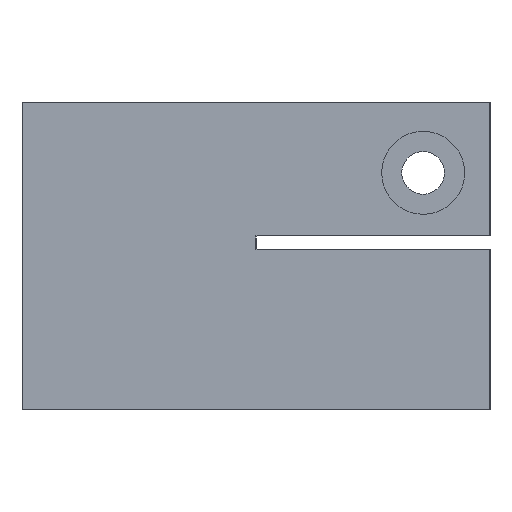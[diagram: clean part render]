
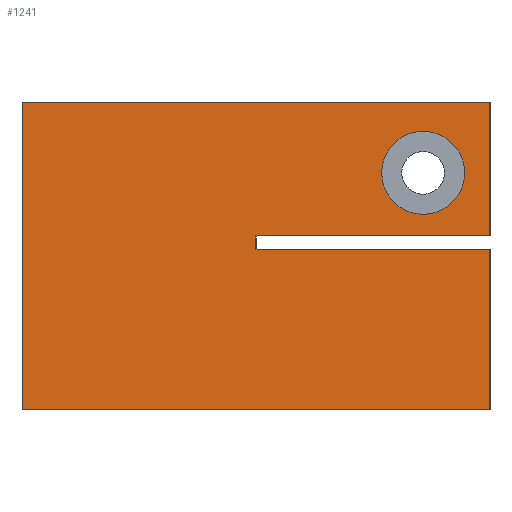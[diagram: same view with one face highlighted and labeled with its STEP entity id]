
A CAD part, left-side view. The second image highlights one B-rep face of the part: STEP entity #1241.
In plain terms, the highlighted planar face has unit normal (-1, 0, 0).
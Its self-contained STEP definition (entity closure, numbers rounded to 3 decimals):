
#34=FACE_BOUND('',#229,.T.);
#86=PLANE('',#1356);
#147=FACE_OUTER_BOUND('',#228,.T.);
#228=EDGE_LOOP('',(#1130,#1131,#1132,#1133,#1134,#1135,#1136,#1137));
#229=EDGE_LOOP('',(#1138));
#272=CIRCLE('',#1317,3.1);
#372=LINE('',#1956,#502);
#377=LINE('',#1966,#507);
#379=LINE('',#1969,#509);
#384=LINE('',#1982,#514);
#405=LINE('',#2025,#535);
#407=LINE('',#2028,#537);
#409=LINE('',#2033,#539);
#410=LINE('',#2034,#540);
#502=VECTOR('',#1608,10.);
#507=VECTOR('',#1615,10.);
#509=VECTOR('',#1619,10.);
#514=VECTOR('',#1632,10.);
#535=VECTOR('',#1675,10.);
#537=VECTOR('',#1679,10.);
#539=VECTOR('',#1685,10.);
#540=VECTOR('',#1686,10.);
#614=VERTEX_POINT('',#1893);
#632=VERTEX_POINT('',#1953);
#633=VERTEX_POINT('',#1955);
#636=VERTEX_POINT('',#1963);
#637=VERTEX_POINT('',#1965);
#641=VERTEX_POINT('',#1981);
#651=VERTEX_POINT('',#2022);
#652=VERTEX_POINT('',#2024);
#653=VERTEX_POINT('',#2032);
#750=EDGE_CURVE('',#614,#614,#272,.T.);
#781=EDGE_CURVE('',#633,#632,#372,.T.);
#786=EDGE_CURVE('',#637,#636,#377,.T.);
#788=EDGE_CURVE('',#632,#637,#379,.T.);
#794=EDGE_CURVE('',#633,#641,#384,.T.);
#816=EDGE_CURVE('',#651,#652,#405,.T.);
#818=EDGE_CURVE('',#652,#636,#407,.T.);
#820=EDGE_CURVE('',#651,#653,#409,.T.);
#821=EDGE_CURVE('',#641,#653,#410,.T.);
#1130=ORIENTED_EDGE('',*,*,#786,.T.);
#1131=ORIENTED_EDGE('',*,*,#818,.F.);
#1132=ORIENTED_EDGE('',*,*,#816,.F.);
#1133=ORIENTED_EDGE('',*,*,#820,.T.);
#1134=ORIENTED_EDGE('',*,*,#821,.F.);
#1135=ORIENTED_EDGE('',*,*,#794,.F.);
#1136=ORIENTED_EDGE('',*,*,#781,.T.);
#1137=ORIENTED_EDGE('',*,*,#788,.T.);
#1138=ORIENTED_EDGE('',*,*,#750,.T.);
#1241=ADVANCED_FACE('',(#147,#34),#86,.F.);
#1317=AXIS2_PLACEMENT_3D('',#1894,#1545,#1546);
#1356=AXIS2_PLACEMENT_3D('',#2031,#1683,#1684);
#1545=DIRECTION('center_axis',(1.,0.,0.));
#1546=DIRECTION('ref_axis',(0.,-1.,0.));
#1608=DIRECTION('',(0.,1.,0.));
#1615=DIRECTION('',(0.,-1.,0.));
#1619=DIRECTION('',(0.,0.,1.));
#1632=DIRECTION('',(0.,0.,-1.));
#1675=DIRECTION('',(0.,-1.,0.));
#1679=DIRECTION('',(0.,0.,-1.));
#1683=DIRECTION('center_axis',(1.,0.,0.));
#1684=DIRECTION('ref_axis',(0.,-1.,0.));
#1685=DIRECTION('',(0.,0.,-1.));
#1686=DIRECTION('',(0.,1.,0.));
#1893=CARTESIAN_POINT('',(17.5,19.1,17.718));
#1894=CARTESIAN_POINT('Origin',(17.5,16.,17.718));
#1953=CARTESIAN_POINT('',(17.5,28.5,12.));
#1955=CARTESIAN_POINT('',(17.5,11.,12.));
#1956=CARTESIAN_POINT('',(17.5,28.5,12.));
#1963=CARTESIAN_POINT('',(17.5,11.,13.));
#1965=CARTESIAN_POINT('',(17.5,28.5,13.));
#1966=CARTESIAN_POINT('',(17.5,37.25,13.));
#1969=CARTESIAN_POINT('',(17.5,28.5,17.5));
#1981=CARTESIAN_POINT('',(17.5,11.,0.));
#1982=CARTESIAN_POINT('',(17.5,11.,23.));
#2022=CARTESIAN_POINT('',(17.5,46.,23.));
#2024=CARTESIAN_POINT('',(17.5,11.,23.));
#2025=CARTESIAN_POINT('',(17.5,37.25,23.));
#2028=CARTESIAN_POINT('',(17.5,11.,23.));
#2031=CARTESIAN_POINT('Origin',(17.5,46.,23.));
#2032=CARTESIAN_POINT('',(17.5,46.,0.));
#2033=CARTESIAN_POINT('',(17.5,46.,23.));
#2034=CARTESIAN_POINT('',(17.5,37.25,0.));
